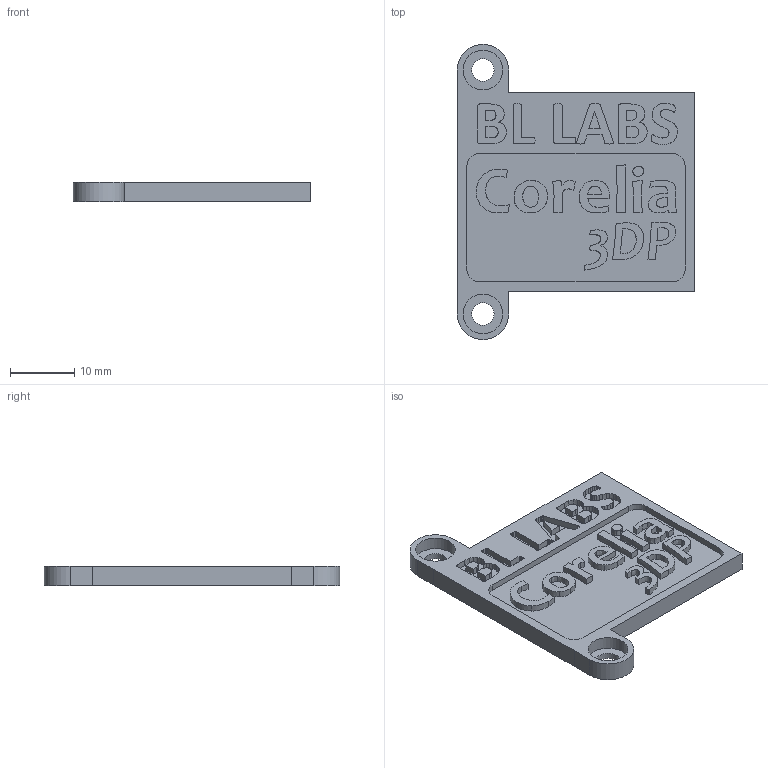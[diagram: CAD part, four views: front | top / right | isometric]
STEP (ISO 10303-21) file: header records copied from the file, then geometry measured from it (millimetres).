
FILE_DESCRIPTION(('FreeCAD Model'),'2;1');
FILE_NAME('BL_Corelia-Emblem.step','2018-06-21T03:57:45',('Author'),(''), 'Open CASCADE STEP processor 7.2','FreeCAD','Unknown');
FILE_SCHEMA(('AUTOMOTIVE_DESIGN { 1 0 10303 214 1 1 1 1 }'));
Length unit declared in the file: millimetre
Products named in the file (1): Body001
Bounding box: 37 x 46 x 3 mm (x, y, z)
Volume: 2661.4 mm3; surface area: 3621 mm2
Topology: 1 solids, 1 shells, 453 faces, 1257 edges, 838 vertices
Faces by surface type: extrusion 331, plane 112, cylinder 10
Full cylindrical faces by diameter (mm): 3.5 x2, 6.2 x2
Entity records: 31229 total; most frequent: CARTESIAN_POINT 8385, DIRECTION 3042, VECTOR 2738, ORIENTED_EDGE 2514, PCURVE 2514, DEFINITIONAL_REPRESENTATION 2514, LINE 2407, B_SPLINE_CURVE_WITH_KNOTS 1655
